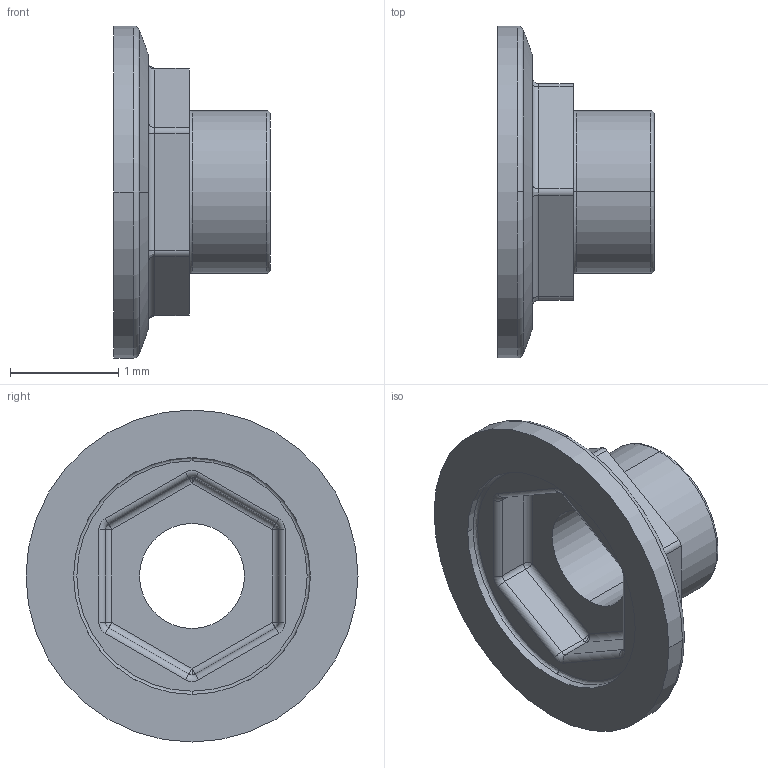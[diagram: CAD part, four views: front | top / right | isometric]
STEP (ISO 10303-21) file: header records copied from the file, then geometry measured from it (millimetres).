
FILE_DESCRIPTION((''),'2;1');
FILE_NAME('M200PLG075.stp','2011-09-27T11:40:43',(''),(''),'Mechanical Desktop 2009','Mechanical Desktop 2009',', , ');
FILE_SCHEMA(('CONFIG_CONTROL_DESIGN'));
Length unit declared in the file: millimetre
Products named in the file (1): DRAWING3
Bounding box: 1.45 x 3.07 x 3.07 mm (x, y, z)
Volume: 2.9 mm3; surface area: 26.6 mm2
Topology: 1 solids, 1 shells, 88 faces, 201 edges, 115 vertices
Faces by surface type: cylinder 36, bspline 20, plane 18, torus 10, cone 4
Entity records: 2989 total; most frequent: CARTESIAN_POINT 923, DIRECTION 454, ORIENTED_EDGE 394, EDGE_CURVE 197, AXIS2_PLACEMENT_3D 188, CIRCLE 119, VERTEX_POINT 115, EDGE_LOOP 94
